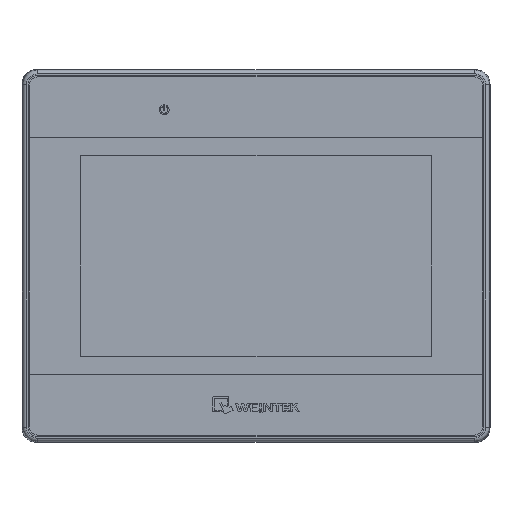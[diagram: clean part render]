
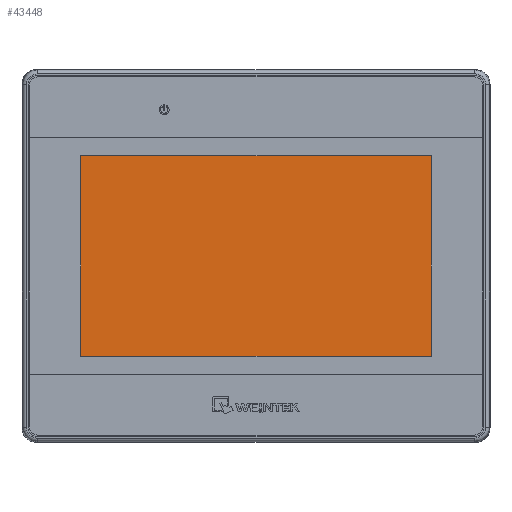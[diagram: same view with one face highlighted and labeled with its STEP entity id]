
A CAD part, top view. The second image highlights one B-rep face of the part: STEP entity #43448.
In plain terms, the highlighted planar face has unit normal (0, 0, 1).
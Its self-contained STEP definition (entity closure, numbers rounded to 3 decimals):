
#311 = VECTOR ( 'NONE', #24367, 1000. ) ;
#766 = EDGE_CURVE ( 'NONE', #34160, #34198, #10871, .T. ) ;
#1259 = EDGE_CURVE ( 'NONE', #34174, #34160, #24361, .T. ) ;
#3622 = CARTESIAN_POINT ( 'NONE',  ( -59.675, 46.675, -0.32 ) ) ;
#3630 = FACE_OUTER_BOUND ( 'NONE', #44474, .T. ) ;
#3632 = PLANE ( 'NONE',  #36702 ) ;
#3634 = DIRECTION ( 'NONE',  ( 0., 0., 1. ) ) ;
#3635 = DIRECTION ( 'NONE',  ( 1., 0., 0. ) ) ;
#4306 = LINE ( 'NONE', #4307, #36791 ) ;
#4307 = CARTESIAN_POINT ( 'NONE',  ( -59.675, -27.45, -0.32 ) ) ;
#4308 = DIRECTION ( 'NONE',  ( -1., 0., 0. ) ) ;
#10871 = LINE ( 'NONE', #10872, #39465 ) ;
#10872 = CARTESIAN_POINT ( 'NONE',  ( 47.875, 46.675, -0.32 ) ) ;
#10873 = DIRECTION ( 'NONE',  ( 0., -1., 0. ) ) ;
#24361 = LINE ( 'NONE', #24365, #311 ) ;
#24365 = CARTESIAN_POINT ( 'NONE',  ( -59.675, 27.45, -0.32 ) ) ;
#24367 = DIRECTION ( 'NONE',  ( 1., 0., 0. ) ) ;
#29205 = VECTOR ( 'NONE', #41021, 1000. ) ;
#34160 = VERTEX_POINT ( 'NONE', #40741 ) ;
#34168 = VERTEX_POINT ( 'NONE', #40752 ) ;
#34174 = VERTEX_POINT ( 'NONE', #40755 ) ;
#34198 = VERTEX_POINT ( 'NONE', #40765 ) ;
#35858 = EDGE_CURVE ( 'NONE', #34168, #34174, #41019, .T. ) ;
#36702 = AXIS2_PLACEMENT_3D ( 'NONE', #3622, #3634, #3635 ) ;
#36791 = VECTOR ( 'NONE', #4308, 1000. ) ;
#39465 = VECTOR ( 'NONE', #10873, 1000. ) ;
#40741 = CARTESIAN_POINT ( 'NONE',  ( 47.875, 27.45, -0.32 ) ) ;
#40752 = CARTESIAN_POINT ( 'NONE',  ( -47.875, -27.45, -0.32 ) ) ;
#40755 = CARTESIAN_POINT ( 'NONE',  ( -47.875, 27.45, -0.32 ) ) ;
#40765 = CARTESIAN_POINT ( 'NONE',  ( 47.875, -27.45, -0.32 ) ) ;
#41019 = LINE ( 'NONE', #41020, #29205 ) ;
#41020 = CARTESIAN_POINT ( 'NONE',  ( -47.875, 46.675, -0.32 ) ) ;
#41021 = DIRECTION ( 'NONE',  ( 0., 1., 0. ) ) ;
#43448 = ADVANCED_FACE ( 'NONE', ( #3630 ), #3632, .T. ) ;
#43557 = EDGE_CURVE ( 'NONE', #34198, #34168, #4306, .T. ) ;
#44252 = ORIENTED_EDGE ( 'NONE', *, *, #43557, .F. ) ;
#44271 = ORIENTED_EDGE ( 'NONE', *, *, #35858, .F. ) ;
#44276 = ORIENTED_EDGE ( 'NONE', *, *, #1259, .F. ) ;
#44277 = ORIENTED_EDGE ( 'NONE', *, *, #766, .F. ) ;
#44474 = EDGE_LOOP ( 'NONE', ( #44271, #44252, #44277, #44276 ) ) ;
